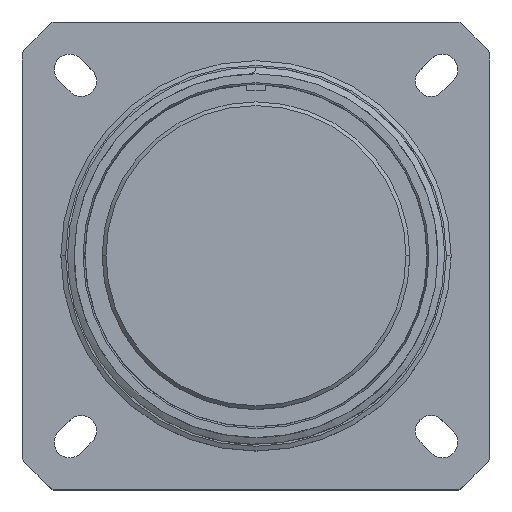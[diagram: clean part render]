
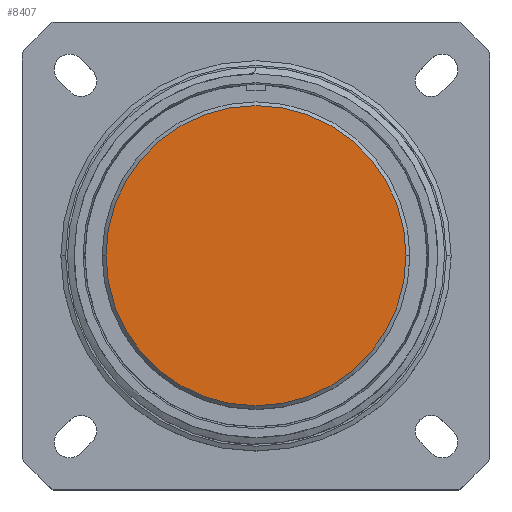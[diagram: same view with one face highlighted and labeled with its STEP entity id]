
A CAD part, top view. The second image highlights one B-rep face of the part: STEP entity #8407.
In plain terms, the highlighted planar face has unit normal (0, 0, 1).
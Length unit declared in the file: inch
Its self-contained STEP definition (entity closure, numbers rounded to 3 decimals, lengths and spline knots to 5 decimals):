
#495 = DIRECTION ( 'NONE',  ( 1., 0., 0. ) ) ;
#742 = VERTEX_POINT ( 'NONE', #1348 ) ;
#1348 = CARTESIAN_POINT ( 'NONE',  ( 0.792, 0., -0.014 ) ) ;
#1689 = CIRCLE ( 'NONE', #6765, 0.792 ) ;
#1692 = CARTESIAN_POINT ( 'NONE',  ( 0., 0., -0.014 ) ) ;
#2457 = VERTEX_POINT ( 'NONE', #11612 ) ;
#3270 = DIRECTION ( 'NONE',  ( 0., 0., -1. ) ) ;
#3623 = AXIS2_PLACEMENT_3D ( 'NONE', #6250, #10863, #495 ) ;
#4340 = ORIENTED_EDGE ( 'NONE', *, *, #6280, .F. ) ;
#5325 = DIRECTION ( 'NONE',  ( 0., 0., -1. ) ) ;
#6250 = CARTESIAN_POINT ( 'NONE',  ( 0., 0.792, -0.014 ) ) ;
#6280 = EDGE_CURVE ( 'NONE', #2457, #742, #14333, .T. ) ;
#6601 = PLANE ( 'NONE',  #3623 ) ;
#6765 = AXIS2_PLACEMENT_3D ( 'NONE', #1692, #5325, #9936 ) ;
#7390 = EDGE_CURVE ( 'NONE', #742, #2457, #1689, .T. ) ;
#8119 = ORIENTED_EDGE ( 'NONE', *, *, #7390, .F. ) ;
#8407 = ADVANCED_FACE ( 'NONE', ( #14843 ), #6601, .T. ) ;
#9936 = DIRECTION ( 'NONE',  ( -1., 0., 0. ) ) ;
#10385 = DIRECTION ( 'NONE',  ( -1., 0., 0. ) ) ;
#10863 = DIRECTION ( 'NONE',  ( 0., 0., 1. ) ) ;
#10951 = AXIS2_PLACEMENT_3D ( 'NONE', #13563, #3270, #10385 ) ;
#11612 = CARTESIAN_POINT ( 'NONE',  ( -0.792, 0., -0.014 ) ) ;
#13563 = CARTESIAN_POINT ( 'NONE',  ( 0., 0., -0.014 ) ) ;
#14022 = EDGE_LOOP ( 'NONE', ( #4340, #8119 ) ) ;
#14333 = CIRCLE ( 'NONE', #10951, 0.792 ) ;
#14843 = FACE_OUTER_BOUND ( 'NONE', #14022, .T. ) ;
